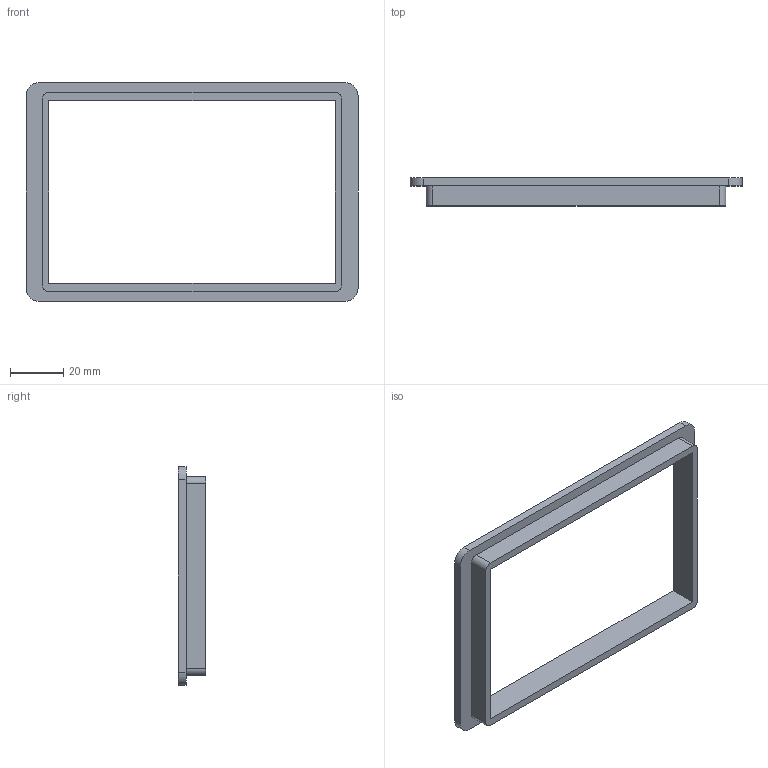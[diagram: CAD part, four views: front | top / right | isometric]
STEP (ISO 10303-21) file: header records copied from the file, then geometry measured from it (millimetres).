
FILE_DESCRIPTION(/* description */ (''),/* implementation_level */ '2;1');
FILE_NAME(/* name */ 'ATC_waveshare_display_cover.step',/* time_stamp */ '2021-03-19T01:35:43+01:00',/* author */ (''),/* organization */ (''),/* preprocessor_version */ 'ST-DEVELOPER v18.1',/* originating_system */ 'Autodesk Translation Framework v9.10.0.1330',/* authorisation */ '');
FILE_SCHEMA (('AUTOMOTIVE_DESIGN { 1 0 10303 214 3 1 1 }'));
Length unit declared in the file: millimetre
Products named in the file (2): ATC_waveshare_display_cover; ATC_Waveshare_4.3_DSI_DISPLAY_FRAME_1x
Assembly tree (1 placements, depth 2):
  ATC_waveshare_display_cover
    ATC_Waveshare_4.3_DSI_DISPLAY_FRAME_1x
Bounding box: 125.23 x 10.5 x 82.57 mm (x, y, z)
Volume: 16231.3 mm3; surface area: 13458.5 mm2
Topology: 1 solids, 1 shells, 23 faces, 60 edges, 40 vertices
Faces by surface type: plane 15, cylinder 8
Entity records: 774 total; most frequent: DIRECTION 128, CARTESIAN_POINT 126, ORIENTED_EDGE 120, EDGE_CURVE 60, LINE 44, VECTOR 44, AXIS2_PLACEMENT_3D 42, VERTEX_POINT 40
